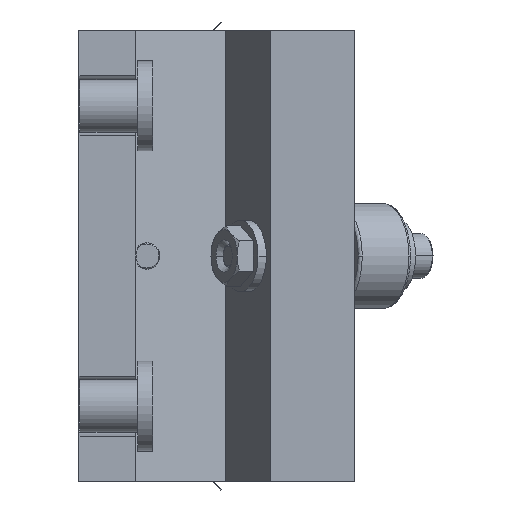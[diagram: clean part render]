
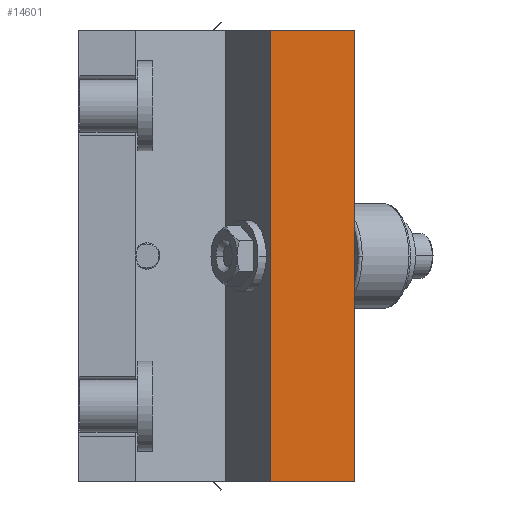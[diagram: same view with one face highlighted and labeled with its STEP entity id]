
A CAD part, left-side view. The second image highlights one B-rep face of the part: STEP entity #14601.
In plain terms, the highlighted planar face has unit normal (-1, 0, 0).
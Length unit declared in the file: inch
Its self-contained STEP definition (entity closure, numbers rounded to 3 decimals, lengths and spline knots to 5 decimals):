
#185 = DIRECTION ( 'NONE',  ( 0., -1., 0. ) ) ;
#1295 = VECTOR ( 'NONE', #7712, 39.37008 ) ;
#2253 = VERTEX_POINT ( 'NONE', #11782 ) ;
#2538 = CARTESIAN_POINT ( 'NONE',  ( -1.8825, 0.15505, -1.875 ) ) ;
#3645 = VERTEX_POINT ( 'NONE', #24599 ) ;
#4177 = VECTOR ( 'NONE', #6598, 39.37008 ) ;
#5635 = VECTOR ( 'NONE', #185, 39.37008 ) ;
#5648 = CARTESIAN_POINT ( 'NONE',  ( -1.8825, -0.544, -1.875 ) ) ;
#6598 = DIRECTION ( 'NONE',  ( 0., 0., 1. ) ) ;
#7247 = EDGE_CURVE ( 'NONE', #2253, #20101, #13804, .T. ) ;
#7317 = EDGE_CURVE ( 'NONE', #10742, #3645, #23064, .T. ) ;
#7595 = AXIS2_PLACEMENT_3D ( 'NONE', #17373, #25836, #13419 ) ;
#7712 = DIRECTION ( 'NONE',  ( 0., -1., 0. ) ) ;
#9569 = EDGE_LOOP ( 'NONE', ( #18775, #18418, #24824, #19539 ) ) ;
#9812 = FACE_OUTER_BOUND ( 'NONE', #9569, .T. ) ;
#10742 = VERTEX_POINT ( 'NONE', #19869 ) ;
#11782 = CARTESIAN_POINT ( 'NONE',  ( -1.8825, 0.15505, -1.875 ) ) ;
#13419 = DIRECTION ( 'NONE',  ( 0., 0., 1. ) ) ;
#13804 = LINE ( 'NONE', #5648, #1295 ) ;
#14466 = CARTESIAN_POINT ( 'NONE',  ( -1.8825, -0.544, 1.875 ) ) ;
#14601 = ADVANCED_FACE ( 'NONE', ( #9812 ), #18079, .T. ) ;
#14931 = LINE ( 'NONE', #2538, #26637 ) ;
#16377 = EDGE_CURVE ( 'NONE', #20101, #3645, #19506, .T. ) ;
#17373 = CARTESIAN_POINT ( 'NONE',  ( -1.8825, -0.544, -1.875 ) ) ;
#18079 = PLANE ( 'NONE',  #7595 ) ;
#18335 = CARTESIAN_POINT ( 'NONE',  ( -1.8825, -0.544, -1.875 ) ) ;
#18418 = ORIENTED_EDGE ( 'NONE', *, *, #20405, .F. ) ;
#18775 = ORIENTED_EDGE ( 'NONE', *, *, #7317, .F. ) ;
#18951 = CARTESIAN_POINT ( 'NONE',  ( -1.8825, -0.544, -1.875 ) ) ;
#19135 = DIRECTION ( 'NONE',  ( 0., 0., 1. ) ) ;
#19506 = LINE ( 'NONE', #18951, #4177 ) ;
#19539 = ORIENTED_EDGE ( 'NONE', *, *, #16377, .T. ) ;
#19869 = CARTESIAN_POINT ( 'NONE',  ( -1.8825, 0.15505, 1.875 ) ) ;
#20101 = VERTEX_POINT ( 'NONE', #18335 ) ;
#20405 = EDGE_CURVE ( 'NONE', #2253, #10742, #14931, .T. ) ;
#23064 = LINE ( 'NONE', #14466, #5635 ) ;
#24599 = CARTESIAN_POINT ( 'NONE',  ( -1.8825, -0.544, 1.875 ) ) ;
#24824 = ORIENTED_EDGE ( 'NONE', *, *, #7247, .T. ) ;
#25836 = DIRECTION ( 'NONE',  ( -1., 0., 0. ) ) ;
#26637 = VECTOR ( 'NONE', #19135, 39.37008 ) ;
